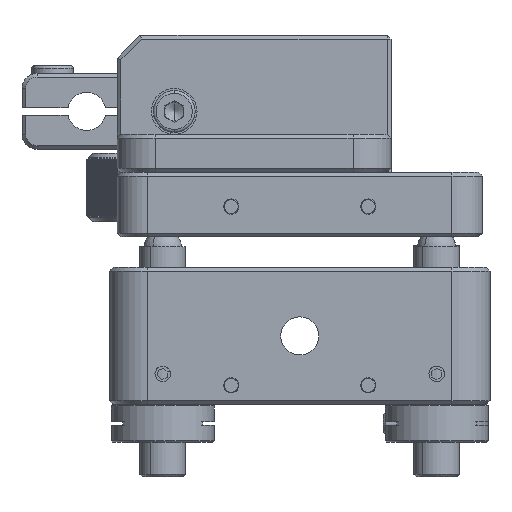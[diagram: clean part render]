
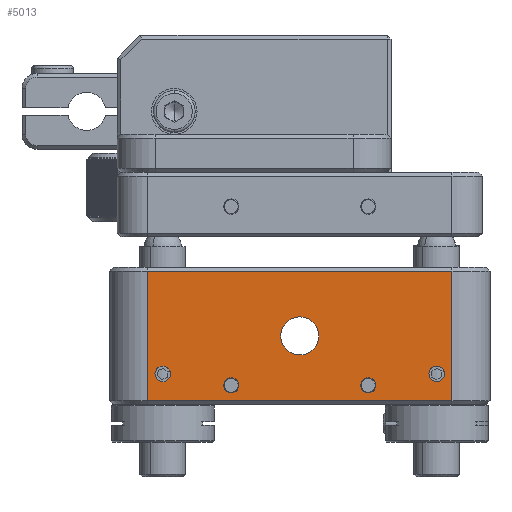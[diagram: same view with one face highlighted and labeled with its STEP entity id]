
A CAD part, front view. The second image highlights one B-rep face of the part: STEP entity #5013.
In plain terms, the highlighted planar face has unit normal (0, -1, 0).
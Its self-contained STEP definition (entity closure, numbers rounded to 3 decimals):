
#24 = DIRECTION ( 'NONE',  ( 0., -1., 0. ) ) ;
#324 = PLANE ( 'NONE',  #529 ) ;
#381 = VECTOR ( 'NONE', #13392, 1000. ) ;
#529 = AXIS2_PLACEMENT_3D ( 'NONE', #20102, #25286, #4944 ) ;
#659 = EDGE_LOOP ( 'NONE', ( #17420, #22620 ) ) ;
#670 = CARTESIAN_POINT ( 'NONE',  ( 0., -25., -21.5 ) ) ;
#938 = DIRECTION ( 'NONE',  ( 0., -1., 0. ) ) ;
#1154 = FACE_BOUND ( 'NONE', #10362, .T. ) ;
#1455 = DIRECTION ( 'NONE',  ( 0., 0., 1. ) ) ;
#1496 = VERTEX_POINT ( 'NONE', #26951 ) ;
#1808 = EDGE_CURVE ( 'NONE', #13687, #22804, #3481, .T. ) ;
#2073 = EDGE_LOOP ( 'NONE', ( #22948, #4034 ) ) ;
#2362 = CIRCLE ( 'NONE', #26529, 1. ) ;
#2464 = EDGE_CURVE ( 'NONE', #2545, #28433, #4605, .T. ) ;
#2545 = VERTEX_POINT ( 'NONE', #11687 ) ;
#2626 = CARTESIAN_POINT ( 'NONE',  ( 20., -25., -30. ) ) ;
#2907 = ORIENTED_EDGE ( 'NONE', *, *, #23043, .F. ) ;
#3197 = DIRECTION ( 'NONE',  ( 0., 0., 1. ) ) ;
#3481 = CIRCLE ( 'NONE', #5453, 1. ) ;
#3636 = CARTESIAN_POINT ( 'NONE',  ( -9., -25., -28. ) ) ;
#3958 = EDGE_CURVE ( 'NONE', #22156, #18844, #22232, .T. ) ;
#4034 = ORIENTED_EDGE ( 'NONE', *, *, #18404, .F. ) ;
#4400 = ORIENTED_EDGE ( 'NONE', *, *, #2464, .T. ) ;
#4605 = LINE ( 'NONE', #21885, #32120 ) ;
#4944 = DIRECTION ( 'NONE',  ( -1., 0., 0. ) ) ;
#5013 = ADVANCED_FACE ( 'NONE', ( #7081, #1154, #8656, #11400, #29857, #29072 ), #324, .T. ) ;
#5190 = VERTEX_POINT ( 'NONE', #10892 ) ;
#5396 = DIRECTION ( 'NONE',  ( 0., 0., 1. ) ) ;
#5453 = AXIS2_PLACEMENT_3D ( 'NONE', #16018, #938, #6007 ) ;
#5690 = VERTEX_POINT ( 'NONE', #11742 ) ;
#5936 = CIRCLE ( 'NONE', #19964, 2.5 ) ;
#6007 = DIRECTION ( 'NONE',  ( 0., 0., 1. ) ) ;
#6301 = LINE ( 'NONE', #10764, #381 ) ;
#6490 = DIRECTION ( 'NONE',  ( 0., 0., 1. ) ) ;
#6543 = ORIENTED_EDGE ( 'NONE', *, *, #31096, .F. ) ;
#6592 = CIRCLE ( 'NONE', #18715, 1. ) ;
#6857 = DIRECTION ( 'NONE',  ( 0., -1., 0. ) ) ;
#7075 = CARTESIAN_POINT ( 'NONE',  ( 0., -25., -21.5 ) ) ;
#7081 = FACE_BOUND ( 'NONE', #29204, .T. ) ;
#7933 = VERTEX_POINT ( 'NONE', #2626 ) ;
#8123 = ORIENTED_EDGE ( 'NONE', *, *, #21777, .F. ) ;
#8219 = AXIS2_PLACEMENT_3D ( 'NONE', #15099, #24, #32308 ) ;
#8656 = FACE_BOUND ( 'NONE', #2073, .T. ) ;
#8700 = DIRECTION ( 'NONE',  ( 0., -1., 0. ) ) ;
#9219 = ORIENTED_EDGE ( 'NONE', *, *, #21636, .T. ) ;
#10028 = AXIS2_PLACEMENT_3D ( 'NONE', #18140, #23200, #3197 ) ;
#10258 = CARTESIAN_POINT ( 'NONE',  ( -18., -25., -27.525 ) ) ;
#10270 = CARTESIAN_POINT ( 'NONE',  ( -20., -25., -30.5 ) ) ;
#10362 = EDGE_LOOP ( 'NONE', ( #8123, #6543 ) ) ;
#10480 = AXIS2_PLACEMENT_3D ( 'NONE', #14251, #16777, #29180 ) ;
#10764 = CARTESIAN_POINT ( 'NONE',  ( 0., -25., -30. ) ) ;
#10892 = CARTESIAN_POINT ( 'NONE',  ( -9., -25., -27. ) ) ;
#11352 = DIRECTION ( 'NONE',  ( 0., -1., 0. ) ) ;
#11400 = FACE_BOUND ( 'NONE', #659, .T. ) ;
#11687 = CARTESIAN_POINT ( 'NONE',  ( 20., -25., -13. ) ) ;
#11742 = CARTESIAN_POINT ( 'NONE',  ( 18., -25., -27.525 ) ) ;
#11790 = DIRECTION ( 'NONE',  ( -1., 0., 0. ) ) ;
#11925 = LINE ( 'NONE', #10270, #17026 ) ;
#12009 = DIRECTION ( 'NONE',  ( 0., 0., 1. ) ) ;
#12132 = DIRECTION ( 'NONE',  ( 0., 0., 1. ) ) ;
#12812 = VERTEX_POINT ( 'NONE', #30570 ) ;
#13085 = CARTESIAN_POINT ( 'NONE',  ( 0., -25., -24. ) ) ;
#13392 = DIRECTION ( 'NONE',  ( 1., 0., 0. ) ) ;
#13687 = VERTEX_POINT ( 'NONE', #29086 ) ;
#14064 = CIRCLE ( 'NONE', #8219, 1. ) ;
#14251 = CARTESIAN_POINT ( 'NONE',  ( -18., -25., -26.5 ) ) ;
#14336 = ORIENTED_EDGE ( 'NONE', *, *, #3958, .F. ) ;
#14519 = EDGE_CURVE ( 'NONE', #17273, #1496, #24471, .T. ) ;
#15099 = CARTESIAN_POINT ( 'NONE',  ( -9., -25., -28. ) ) ;
#15535 = DIRECTION ( 'NONE',  ( 0., 0., -1. ) ) ;
#16018 = CARTESIAN_POINT ( 'NONE',  ( 9., -25., -28. ) ) ;
#16269 = CARTESIAN_POINT ( 'NONE',  ( 9., -25., -28. ) ) ;
#16730 = CARTESIAN_POINT ( 'NONE',  ( 18., -25., -26.5 ) ) ;
#16777 = DIRECTION ( 'NONE',  ( 0., -1., 0. ) ) ;
#17026 = VECTOR ( 'NONE', #15535, 1000. ) ;
#17265 = CARTESIAN_POINT ( 'NONE',  ( 9., -25., -29. ) ) ;
#17273 = VERTEX_POINT ( 'NONE', #10258 ) ;
#17420 = ORIENTED_EDGE ( 'NONE', *, *, #1808, .F. ) ;
#18084 = EDGE_CURVE ( 'NONE', #7933, #2545, #26665, .T. ) ;
#18140 = CARTESIAN_POINT ( 'NONE',  ( -18., -25., -26.5 ) ) ;
#18212 = EDGE_CURVE ( 'NONE', #5190, #12812, #14064, .T. ) ;
#18404 = EDGE_CURVE ( 'NONE', #12812, #5190, #6592, .T. ) ;
#18715 = AXIS2_PLACEMENT_3D ( 'NONE', #3636, #11352, #31094 ) ;
#18844 = VERTEX_POINT ( 'NONE', #13085 ) ;
#19091 = AXIS2_PLACEMENT_3D ( 'NONE', #16730, #21761, #1455 ) ;
#19817 = VERTEX_POINT ( 'NONE', #22995 ) ;
#19961 = VECTOR ( 'NONE', #12132, 1000. ) ;
#19964 = AXIS2_PLACEMENT_3D ( 'NONE', #670, #20449, #5396 ) ;
#20102 = CARTESIAN_POINT ( 'NONE',  ( 0., -25., -30.5 ) ) ;
#20192 = EDGE_CURVE ( 'NONE', #1496, #17273, #21820, .T. ) ;
#20449 = DIRECTION ( 'NONE',  ( 0., -1., 0. ) ) ;
#21119 = EDGE_LOOP ( 'NONE', ( #31687, #4400, #9219, #24170 ) ) ;
#21569 = CARTESIAN_POINT ( 'NONE',  ( 18., -25., -26.5 ) ) ;
#21636 = EDGE_CURVE ( 'NONE', #28433, #19817, #11925, .T. ) ;
#21761 = DIRECTION ( 'NONE',  ( 0., -1., 0. ) ) ;
#21777 = EDGE_CURVE ( 'NONE', #26688, #5690, #24501, .T. ) ;
#21820 = CIRCLE ( 'NONE', #10480, 1.025 ) ;
#21885 = CARTESIAN_POINT ( 'NONE',  ( -20., -25., -13. ) ) ;
#22156 = VERTEX_POINT ( 'NONE', #23283 ) ;
#22232 = CIRCLE ( 'NONE', #27699, 2.5 ) ;
#22620 = ORIENTED_EDGE ( 'NONE', *, *, #24192, .F. ) ;
#22804 = VERTEX_POINT ( 'NONE', #17265 ) ;
#22883 = EDGE_LOOP ( 'NONE', ( #14336, #2907 ) ) ;
#22948 = ORIENTED_EDGE ( 'NONE', *, *, #18212, .F. ) ;
#22995 = CARTESIAN_POINT ( 'NONE',  ( -20., -25., -30. ) ) ;
#23043 = EDGE_CURVE ( 'NONE', #18844, #22156, #5936, .T. ) ;
#23200 = DIRECTION ( 'NONE',  ( 0., -1., 0. ) ) ;
#23283 = CARTESIAN_POINT ( 'NONE',  ( 0., -25., -19. ) ) ;
#24170 = ORIENTED_EDGE ( 'NONE', *, *, #24587, .T. ) ;
#24192 = EDGE_CURVE ( 'NONE', #22804, #13687, #2362, .T. ) ;
#24471 = CIRCLE ( 'NONE', #10028, 1.025 ) ;
#24501 = CIRCLE ( 'NONE', #19091, 1.025 ) ;
#24587 = EDGE_CURVE ( 'NONE', #19817, #7933, #6301, .T. ) ;
#25286 = DIRECTION ( 'NONE',  ( 0., -1., 0. ) ) ;
#25374 = CIRCLE ( 'NONE', #25864, 1.025 ) ;
#25456 = CARTESIAN_POINT ( 'NONE',  ( 18., -25., -25.475 ) ) ;
#25864 = AXIS2_PLACEMENT_3D ( 'NONE', #21569, #31554, #26312 ) ;
#26312 = DIRECTION ( 'NONE',  ( 0., 0., 1. ) ) ;
#26529 = AXIS2_PLACEMENT_3D ( 'NONE', #16269, #8700, #6490 ) ;
#26665 = LINE ( 'NONE', #27181, #19961 ) ;
#26688 = VERTEX_POINT ( 'NONE', #25456 ) ;
#26951 = CARTESIAN_POINT ( 'NONE',  ( -18., -25., -25.475 ) ) ;
#27110 = ORIENTED_EDGE ( 'NONE', *, *, #20192, .F. ) ;
#27181 = CARTESIAN_POINT ( 'NONE',  ( 20., -25., -30.5 ) ) ;
#27699 = AXIS2_PLACEMENT_3D ( 'NONE', #7075, #6857, #12009 ) ;
#28433 = VERTEX_POINT ( 'NONE', #29789 ) ;
#29072 = FACE_OUTER_BOUND ( 'NONE', #21119, .T. ) ;
#29086 = CARTESIAN_POINT ( 'NONE',  ( 9., -25., -27. ) ) ;
#29180 = DIRECTION ( 'NONE',  ( 0., 0., 1. ) ) ;
#29204 = EDGE_LOOP ( 'NONE', ( #27110, #29286 ) ) ;
#29286 = ORIENTED_EDGE ( 'NONE', *, *, #14519, .F. ) ;
#29789 = CARTESIAN_POINT ( 'NONE',  ( -20., -25., -13. ) ) ;
#29857 = FACE_BOUND ( 'NONE', #22883, .T. ) ;
#30570 = CARTESIAN_POINT ( 'NONE',  ( -9., -25., -29. ) ) ;
#31094 = DIRECTION ( 'NONE',  ( 0., 0., 1. ) ) ;
#31096 = EDGE_CURVE ( 'NONE', #5690, #26688, #25374, .T. ) ;
#31554 = DIRECTION ( 'NONE',  ( 0., -1., 0. ) ) ;
#31687 = ORIENTED_EDGE ( 'NONE', *, *, #18084, .T. ) ;
#32120 = VECTOR ( 'NONE', #11790, 1000. ) ;
#32308 = DIRECTION ( 'NONE',  ( 0., 0., 1. ) ) ;
